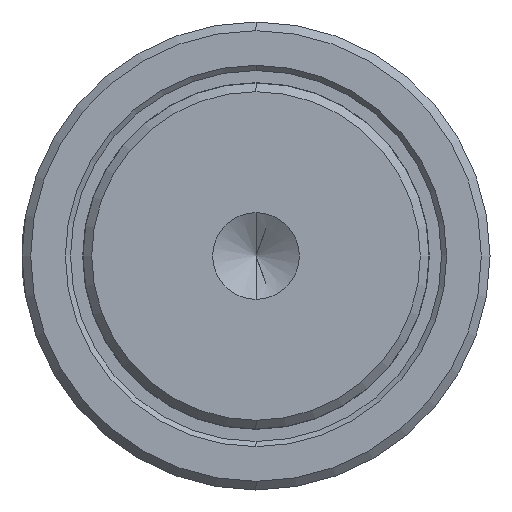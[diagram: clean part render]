
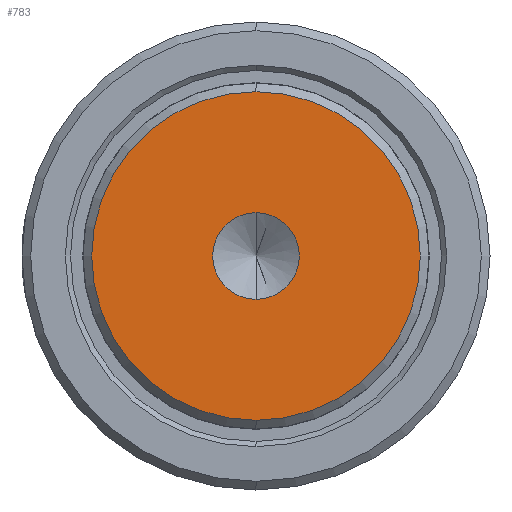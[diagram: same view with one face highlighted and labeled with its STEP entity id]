
A CAD part, left-side view. The second image highlights one B-rep face of the part: STEP entity #783.
In plain terms, the highlighted planar face has unit normal (-1, 0, 0).
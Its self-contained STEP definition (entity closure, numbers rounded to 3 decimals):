
#5 = DIRECTION ( 'NONE',  ( -1., 0., 0. ) ) ;
#30 = CARTESIAN_POINT ( 'NONE',  ( 0., 0., -9.48 ) ) ;
#56 = DIRECTION ( 'NONE',  ( -1., 0., 0. ) ) ;
#101 = EDGE_CURVE ( 'NONE', #1112, #1129, #974, .T. ) ;
#194 = EDGE_CURVE ( 'NONE', #634, #1140, #788, .T. ) ;
#208 = EDGE_LOOP ( 'NONE', ( #1539, #1865 ) ) ;
#304 = EDGE_LOOP ( 'NONE', ( #1203, #1387 ) ) ;
#306 = FACE_BOUND ( 'NONE', #208, .T. ) ;
#366 = EDGE_CURVE ( 'NONE', #1140, #634, #1150, .T. ) ;
#427 = CARTESIAN_POINT ( 'NONE',  ( 0., 0., -2.5 ) ) ;
#468 = CARTESIAN_POINT ( 'NONE',  ( 0., 0., 0. ) ) ;
#618 = DIRECTION ( 'NONE',  ( 0., 0., 1. ) ) ;
#634 = VERTEX_POINT ( 'NONE', #30 ) ;
#648 = FACE_OUTER_BOUND ( 'NONE', #304, .T. ) ;
#735 = AXIS2_PLACEMENT_3D ( 'NONE', #1161, #1016, #999 ) ;
#783 = ADVANCED_FACE ( 'NONE', ( #648, #306 ), #931, .T. ) ;
#788 = CIRCLE ( 'NONE', #1027, 9.48 ) ;
#871 = CARTESIAN_POINT ( 'NONE',  ( 0., 0., 0. ) ) ;
#892 = AXIS2_PLACEMENT_3D ( 'NONE', #468, #1472, #618 ) ;
#931 = PLANE ( 'NONE',  #1524 ) ;
#974 = CIRCLE ( 'NONE', #735, 2.5 ) ;
#999 = DIRECTION ( 'NONE',  ( 0., 0., 1. ) ) ;
#1012 = DIRECTION ( 'NONE',  ( 0., 0., 1. ) ) ;
#1016 = DIRECTION ( 'NONE',  ( -1., 0., 0. ) ) ;
#1027 = AXIS2_PLACEMENT_3D ( 'NONE', #1639, #1627, #1521 ) ;
#1075 = DIRECTION ( 'NONE',  ( 0., 0., 1. ) ) ;
#1104 = AXIS2_PLACEMENT_3D ( 'NONE', #871, #5, #1012 ) ;
#1112 = VERTEX_POINT ( 'NONE', #1431 ) ;
#1129 = VERTEX_POINT ( 'NONE', #427 ) ;
#1140 = VERTEX_POINT ( 'NONE', #1294 ) ;
#1150 = CIRCLE ( 'NONE', #892, 9.48 ) ;
#1161 = CARTESIAN_POINT ( 'NONE',  ( 0., 0., 0. ) ) ;
#1203 = ORIENTED_EDGE ( 'NONE', *, *, #194, .T. ) ;
#1294 = CARTESIAN_POINT ( 'NONE',  ( 0., 0., 9.48 ) ) ;
#1387 = ORIENTED_EDGE ( 'NONE', *, *, #366, .T. ) ;
#1431 = CARTESIAN_POINT ( 'NONE',  ( 0., 0., 2.5 ) ) ;
#1472 = DIRECTION ( 'NONE',  ( -1., 0., 0. ) ) ;
#1492 = CARTESIAN_POINT ( 'NONE',  ( 0., 0., 0. ) ) ;
#1521 = DIRECTION ( 'NONE',  ( 0., 0., 1. ) ) ;
#1524 = AXIS2_PLACEMENT_3D ( 'NONE', #1492, #56, #1075 ) ;
#1539 = ORIENTED_EDGE ( 'NONE', *, *, #101, .F. ) ;
#1627 = DIRECTION ( 'NONE',  ( -1., 0., 0. ) ) ;
#1639 = CARTESIAN_POINT ( 'NONE',  ( 0., 0., 0. ) ) ;
#1640 = EDGE_CURVE ( 'NONE', #1129, #1112, #1833, .T. ) ;
#1833 = CIRCLE ( 'NONE', #1104, 2.5 ) ;
#1865 = ORIENTED_EDGE ( 'NONE', *, *, #1640, .F. ) ;
